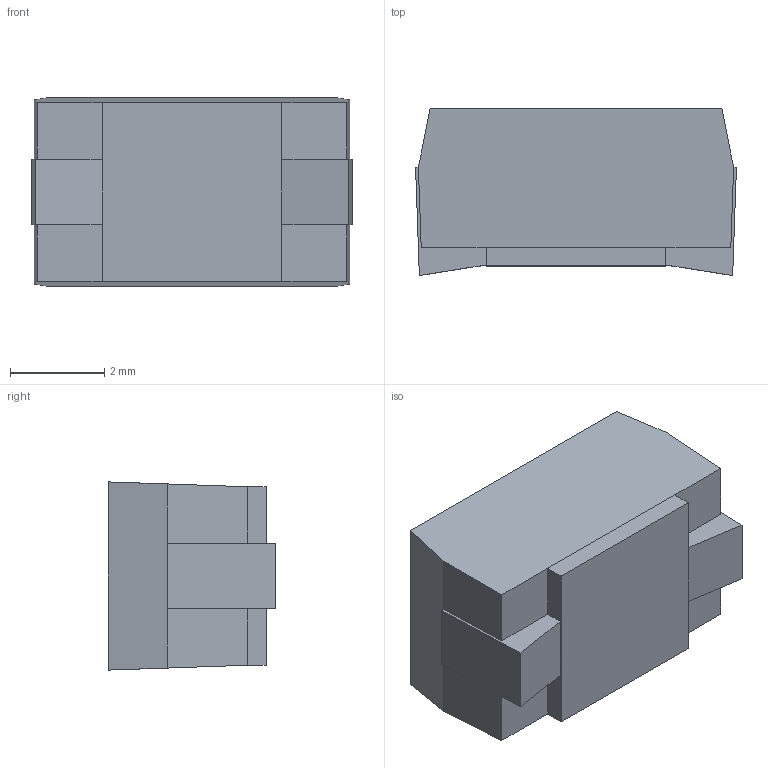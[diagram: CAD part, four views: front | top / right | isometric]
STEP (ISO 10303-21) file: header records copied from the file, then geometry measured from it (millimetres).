
FILE_DESCRIPTION((''),'2;1');
FILE_NAME('C-5-1676966-3','2015-05-14T',('workeradm'),('Tyco Electronics Ltd.'),'PRO/ENGINEER BY PARAMETRIC TECHNOLOGY CORPORATION, 2014090','PRO/ENGINEER BY PARAMETRIC TECHNOLOGY CORPORATION, 2014090','');
FILE_SCHEMA(('AUTOMOTIVE_DESIGN { 1 0 10303 214 1 1 1 1 }'));
Length unit declared in the file: millimetre
Products named in the file (1): C-5-1676966-3
Bounding box: 6.82 x 3.55 x 4 mm (x, y, z)
Volume: 83.4 mm3; surface area: 121.9 mm2
Topology: 1 solids, 1 shells, 28 faces, 70 edges, 44 vertices
Faces by surface type: plane 28
Entity records: 986 total; most frequent: CARTESIAN_POINT 144, ORIENTED_EDGE 140, DIRECTION 126, COLOUR_RGB 126, VECTOR 70, LINE 70, EDGE_CURVE 70, VERTEX_POINT 44
